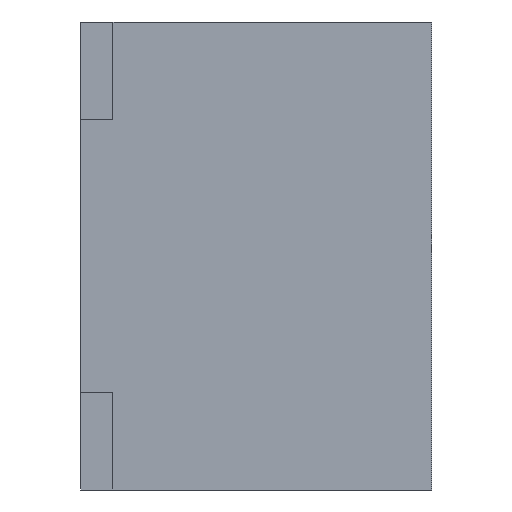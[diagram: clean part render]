
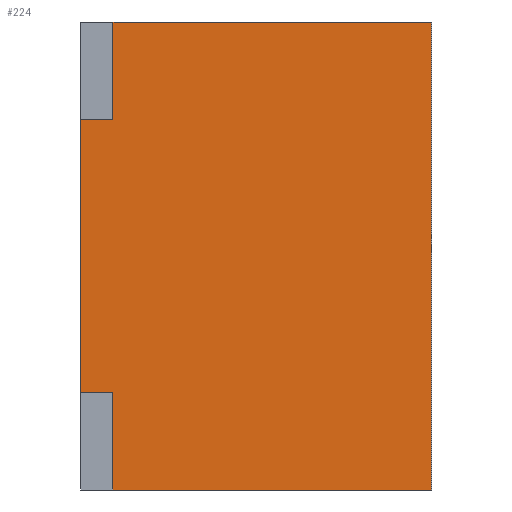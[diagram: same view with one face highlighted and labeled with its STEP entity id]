
A CAD part, left-side view. The second image highlights one B-rep face of the part: STEP entity #224.
In plain terms, the highlighted planar face has unit normal (-1, 0, 0).
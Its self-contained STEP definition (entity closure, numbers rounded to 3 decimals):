
#18=FACE_OUTER_BOUND('',#30,.T.);
#30=EDGE_LOOP('',(#161,#162,#163,#164,#165,#166,#167,#168));
#45=LINE('',#330,#75);
#47=LINE('',#334,#77);
#48=LINE('',#337,#78);
#49=LINE('',#339,#79);
#50=LINE('',#341,#80);
#51=LINE('',#343,#81);
#52=LINE('',#345,#82);
#53=LINE('',#346,#83);
#75=VECTOR('',#271,10.);
#77=VECTOR('',#275,10.);
#78=VECTOR('',#278,10.);
#79=VECTOR('',#279,10.);
#80=VECTOR('',#280,10.);
#81=VECTOR('',#281,10.);
#82=VECTOR('',#282,10.);
#83=VECTOR('',#283,10.);
#103=VERTEX_POINT('',#326);
#104=VERTEX_POINT('',#328);
#105=VERTEX_POINT('',#332);
#106=VERTEX_POINT('',#336);
#107=VERTEX_POINT('',#338);
#108=VERTEX_POINT('',#340);
#109=VERTEX_POINT('',#342);
#110=VERTEX_POINT('',#344);
#125=EDGE_CURVE('',#103,#104,#45,.T.);
#127=EDGE_CURVE('',#104,#105,#47,.T.);
#128=EDGE_CURVE('',#106,#105,#48,.T.);
#129=EDGE_CURVE('',#106,#107,#49,.T.);
#130=EDGE_CURVE('',#107,#108,#50,.T.);
#131=EDGE_CURVE('',#108,#109,#51,.T.);
#132=EDGE_CURVE('',#109,#110,#52,.T.);
#133=EDGE_CURVE('',#103,#110,#53,.T.);
#161=ORIENTED_EDGE('',*,*,#125,.T.);
#162=ORIENTED_EDGE('',*,*,#127,.T.);
#163=ORIENTED_EDGE('',*,*,#128,.F.);
#164=ORIENTED_EDGE('',*,*,#129,.T.);
#165=ORIENTED_EDGE('',*,*,#130,.T.);
#166=ORIENTED_EDGE('',*,*,#131,.T.);
#167=ORIENTED_EDGE('',*,*,#132,.T.);
#168=ORIENTED_EDGE('',*,*,#133,.F.);
#212=PLANE('',#250);
#224=ADVANCED_FACE('',(#18),#212,.T.);
#250=AXIS2_PLACEMENT_3D('',#335,#276,#277);
#271=DIRECTION('',(0.,-1.,0.));
#275=DIRECTION('',(0.,0.,-1.));
#276=DIRECTION('center_axis',(-1.,0.,0.));
#277=DIRECTION('ref_axis',(0.,0.,1.));
#278=DIRECTION('',(0.,1.,0.));
#279=DIRECTION('',(0.,0.,1.));
#280=DIRECTION('',(0.,1.,0.));
#281=DIRECTION('',(0.,0.,-1.));
#282=DIRECTION('',(0.,1.,0.));
#283=DIRECTION('',(0.,0.,1.));
#326=CARTESIAN_POINT('',(-5.3,5.4,-2.1));
#328=CARTESIAN_POINT('',(-5.3,4.9,-2.1));
#330=CARTESIAN_POINT('',(-5.3,2.7,-2.1));
#332=CARTESIAN_POINT('',(-5.3,4.9,-3.6));
#334=CARTESIAN_POINT('',(-5.3,4.9,-3.225));
#335=CARTESIAN_POINT('Origin',(-5.3,0.,-3.6));
#336=CARTESIAN_POINT('',(-5.3,0.,-3.6));
#337=CARTESIAN_POINT('',(-5.3,0.,-3.6));
#338=CARTESIAN_POINT('',(-5.3,0.,3.6));
#339=CARTESIAN_POINT('',(-5.3,0.,-3.6));
#340=CARTESIAN_POINT('',(-5.3,4.9,3.6));
#341=CARTESIAN_POINT('',(-5.3,0.,3.6));
#342=CARTESIAN_POINT('',(-5.3,4.9,2.1));
#343=CARTESIAN_POINT('',(-5.3,4.9,-0.375));
#344=CARTESIAN_POINT('',(-5.3,5.4,2.1));
#345=CARTESIAN_POINT('',(-5.3,2.7,2.1));
#346=CARTESIAN_POINT('',(-5.3,5.4,-3.6));
